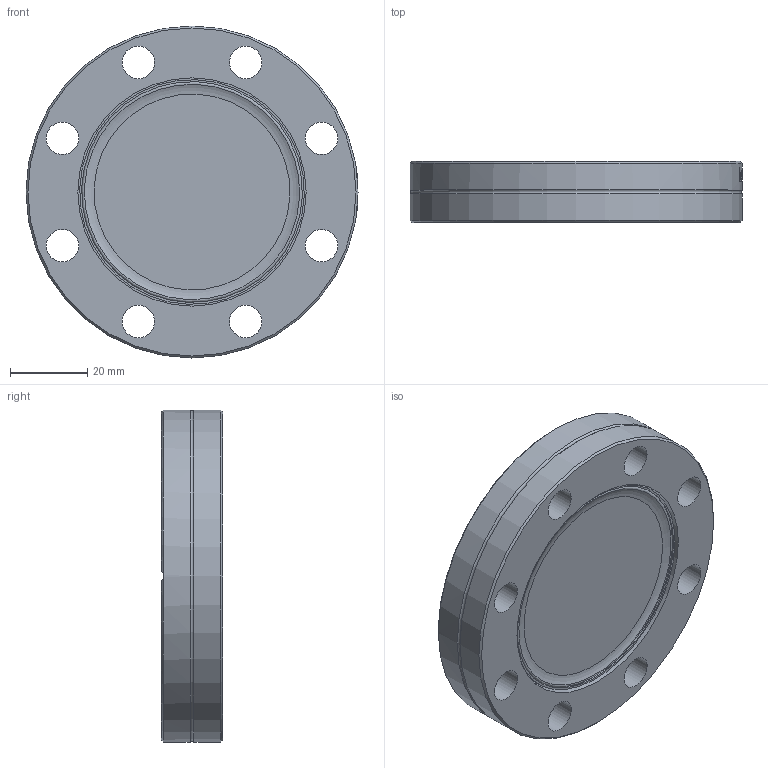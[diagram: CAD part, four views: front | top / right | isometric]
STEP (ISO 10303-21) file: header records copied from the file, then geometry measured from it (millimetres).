
FILE_DESCRIPTION(/* description */ (''),/* implementation_level */ '2;1');
FILE_NAME(/* name */ 'VP-50CF.stp',/* time_stamp */ '2023-08-10T09:53:48+01:00',/* author */ ('PaulJarvis'),/* organization */ (''),/* preprocessor_version */ 'ST-DEVELOPER v19.2',/* originating_system */ 'Autodesk Inventor 2023',/* authorisation */ '');
FILE_SCHEMA (('AUTOMOTIVE_DESIGN { 1 0 10303 214 3 1 1 }'));
Length unit declared in the file: millimetre
Products named in the file (4): VP-50CF; FL-50CF for VP; spinning; glass
Assembly tree (3 placements, depth 2):
  VP-50CF
    FL-50CF for VP
    spinning
    glass
Bounding box: 85.7 x 15.8 x 85.7 mm (x, y, z)
Volume: 53160.6 mm3; surface area: 28783.6 mm2
Topology: 3 solids, 3 shells, 156 faces, 408 edges, 271 vertices
Faces by surface type: plane 56, bspline 41, cylinder 33, cone 16, torus 10
Full cylindrical faces by diameter (mm): 8.4 x8, 50 x1, 50.1 x1, 51 x1, 51.3 x1, 54.3 x1, 54.4 x2, 55.4 x1, 57 x2, 58 x1, 58.918 x1, 61.72 x1, 85.7 x2
Entity records: 6497 total; most frequent: CARTESIAN_POINT 2597, ORIENTED_EDGE 816, DIRECTION 727, EDGE_CURVE 408, AXIS2_PLACEMENT_3D 289, VERTEX_POINT 271, EDGE_LOOP 189, FACE_OUTER_BOUND 156
